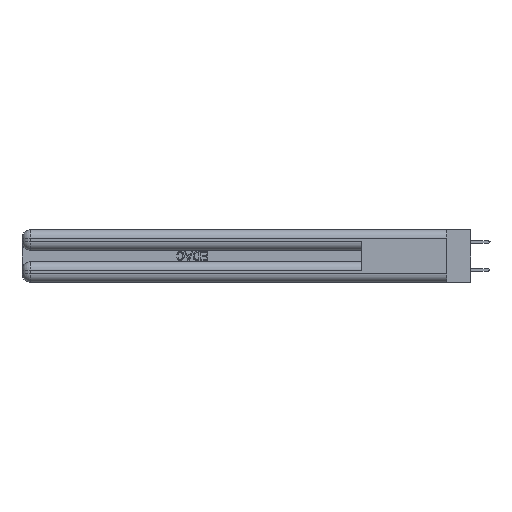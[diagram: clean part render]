
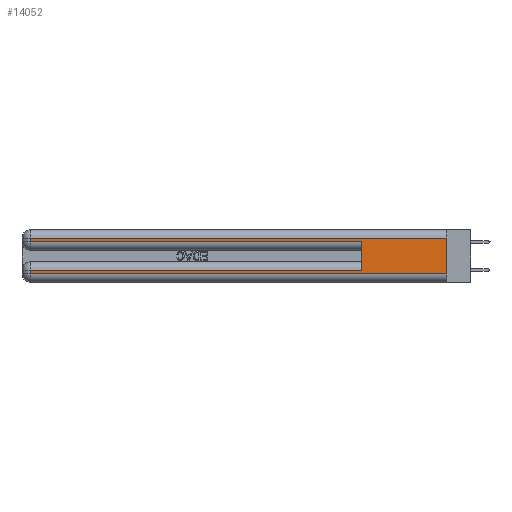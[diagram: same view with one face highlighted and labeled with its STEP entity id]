
A CAD part, left-side view. The second image highlights one B-rep face of the part: STEP entity #14052.
In plain terms, the highlighted planar face has unit normal (-1, 0, 0).
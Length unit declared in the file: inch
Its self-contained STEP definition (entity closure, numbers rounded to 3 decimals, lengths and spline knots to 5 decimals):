
#361 = LINE ( 'NONE', #29971, #2860 ) ;
#1160 = EDGE_CURVE ( 'NONE', #11065, #29521, #5447, .T. ) ;
#1842 = AXIS2_PLACEMENT_3D ( 'NONE', #27681, #18135, #30555 ) ;
#2382 = CARTESIAN_POINT ( 'NONE',  ( 0., 0., 0.06 ) ) ;
#2515 = CARTESIAN_POINT ( 'NONE',  ( 0., 0., 0.285 ) ) ;
#2652 = CARTESIAN_POINT ( 'NONE',  ( 0., 0., 0.31 ) ) ;
#2860 = VECTOR ( 'NONE', #15074, 39.37008 ) ;
#4039 = EDGE_CURVE ( 'NONE', #31301, #29542, #31569, .T. ) ;
#4836 = VECTOR ( 'NONE', #22187, 39.37008 ) ;
#5121 = LINE ( 'NONE', #2652, #20695 ) ;
#5447 = LINE ( 'NONE', #14245, #12528 ) ;
#5556 = CARTESIAN_POINT ( 'NONE',  ( 0., 2.94, 0.085 ) ) ;
#5641 = CARTESIAN_POINT ( 'NONE',  ( 0., 2.94, 0.31 ) ) ;
#6266 = VERTEX_POINT ( 'NONE', #5641 ) ;
#7032 = CARTESIAN_POINT ( 'NONE',  ( 0., 0., 0.06 ) ) ;
#7229 = ORIENTED_EDGE ( 'NONE', *, *, #16621, .T. ) ;
#7246 = FACE_OUTER_BOUND ( 'NONE', #26869, .T. ) ;
#7552 = ORIENTED_EDGE ( 'NONE', *, *, #25402, .T. ) ;
#8262 = VERTEX_POINT ( 'NONE', #20985 ) ;
#8428 = LINE ( 'NONE', #2515, #13609 ) ;
#10572 = CARTESIAN_POINT ( 'NONE',  ( 0., 2.94, 0.37 ) ) ;
#11065 = VERTEX_POINT ( 'NONE', #26201 ) ;
#12042 = EDGE_CURVE ( 'NONE', #31301, #6266, #5121, .T. ) ;
#12528 = VECTOR ( 'NONE', #14809, 39.37008 ) ;
#13609 = VECTOR ( 'NONE', #17573, 39.37008 ) ;
#14052 = ADVANCED_FACE ( 'NONE', ( #7246 ), #21381, .F. ) ;
#14245 = CARTESIAN_POINT ( 'NONE',  ( 0., 0.6, 0.145 ) ) ;
#14809 = DIRECTION ( 'NONE',  ( 0., 0., 1. ) ) ;
#14955 = DIRECTION ( 'NONE',  ( 0., 0., -1. ) ) ;
#15074 = DIRECTION ( 'NONE',  ( 0., 1., 0. ) ) ;
#16621 = EDGE_CURVE ( 'NONE', #32241, #29542, #25671, .T. ) ;
#16755 = DIRECTION ( 'NONE',  ( 0., 1., 0. ) ) ;
#17168 = EDGE_CURVE ( 'NONE', #8262, #29521, #8428, .T. ) ;
#17573 = DIRECTION ( 'NONE',  ( 0., -1., 0. ) ) ;
#17988 = CARTESIAN_POINT ( 'NONE',  ( 0., 0., 0.37 ) ) ;
#18039 = ORIENTED_EDGE ( 'NONE', *, *, #1160, .F. ) ;
#18073 = DIRECTION ( 'NONE',  ( 0., 0., -1. ) ) ;
#18135 = DIRECTION ( 'NONE',  ( 1., 0., 0. ) ) ;
#18447 = LINE ( 'NONE', #21500, #29292 ) ;
#19313 = LINE ( 'NONE', #10572, #4836 ) ;
#20013 = ORIENTED_EDGE ( 'NONE', *, *, #23827, .T. ) ;
#20680 = ORIENTED_EDGE ( 'NONE', *, *, #4039, .F. ) ;
#20695 = VECTOR ( 'NONE', #16755, 39.37008 ) ;
#20756 = ORIENTED_EDGE ( 'NONE', *, *, #12042, .T. ) ;
#20985 = CARTESIAN_POINT ( 'NONE',  ( 0., 2.94, 0.285 ) ) ;
#21381 = PLANE ( 'NONE',  #1842 ) ;
#21500 = CARTESIAN_POINT ( 'NONE',  ( 0., 2.94, 0.37 ) ) ;
#22187 = DIRECTION ( 'NONE',  ( 0., 0., -1. ) ) ;
#23827 = EDGE_CURVE ( 'NONE', #11065, #28350, #361, .T. ) ;
#23999 = ORIENTED_EDGE ( 'NONE', *, *, #33531, .T. ) ;
#25380 = CARTESIAN_POINT ( 'NONE',  ( 0., 2.94, 0.06 ) ) ;
#25402 = EDGE_CURVE ( 'NONE', #28350, #32241, #19313, .T. ) ;
#25671 = LINE ( 'NONE', #2382, #28205 ) ;
#26201 = CARTESIAN_POINT ( 'NONE',  ( 0., 0.6, 0.085 ) ) ;
#26869 = EDGE_LOOP ( 'NONE', ( #20680, #20756, #23999, #36799, #18039, #20013, #7552, #7229 ) ) ;
#27681 = CARTESIAN_POINT ( 'NONE',  ( 0., 0., 0.37 ) ) ;
#28018 = CARTESIAN_POINT ( 'NONE',  ( 0., 0.6, 0.285 ) ) ;
#28205 = VECTOR ( 'NONE', #31408, 39.37008 ) ;
#28350 = VERTEX_POINT ( 'NONE', #5556 ) ;
#28512 = VECTOR ( 'NONE', #14955, 39.37008 ) ;
#29292 = VECTOR ( 'NONE', #18073, 39.37008 ) ;
#29521 = VERTEX_POINT ( 'NONE', #28018 ) ;
#29542 = VERTEX_POINT ( 'NONE', #7032 ) ;
#29971 = CARTESIAN_POINT ( 'NONE',  ( 0., 0., 0.085 ) ) ;
#30555 = DIRECTION ( 'NONE',  ( 0., 0., -1. ) ) ;
#31301 = VERTEX_POINT ( 'NONE', #34280 ) ;
#31408 = DIRECTION ( 'NONE',  ( 0., -1., 0. ) ) ;
#31569 = LINE ( 'NONE', #17988, #28512 ) ;
#32241 = VERTEX_POINT ( 'NONE', #25380 ) ;
#33531 = EDGE_CURVE ( 'NONE', #6266, #8262, #18447, .T. ) ;
#34280 = CARTESIAN_POINT ( 'NONE',  ( 0., 0., 0.31 ) ) ;
#36799 = ORIENTED_EDGE ( 'NONE', *, *, #17168, .T. ) ;
